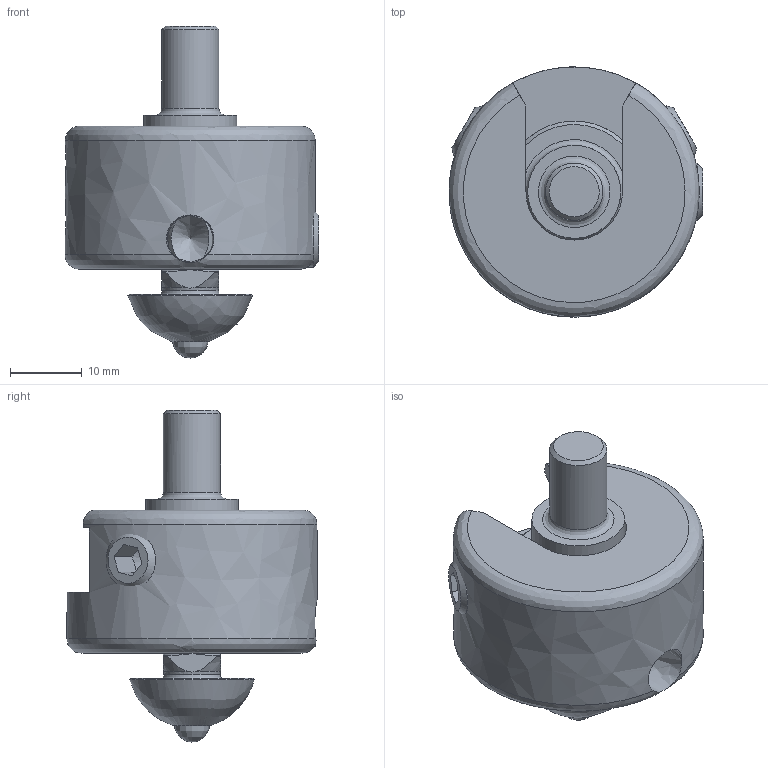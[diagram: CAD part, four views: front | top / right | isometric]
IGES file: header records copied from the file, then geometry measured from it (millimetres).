
Global section: file name: SZ0602S_A; native system: Autodesk Inventor 2015; preprocessor: unknown; author: Behrens; date: 20151120.151626; units: millimetre
Bounding box: 35.5 x 35 x 46.43 mm (x, y, z)
Volume: 17089.7 mm3; surface area: 9575.6 mm2
Topology: 8 solids, 8 shells, 120 faces, 339 edges, 228 vertices
Faces by surface type: bspline 120
